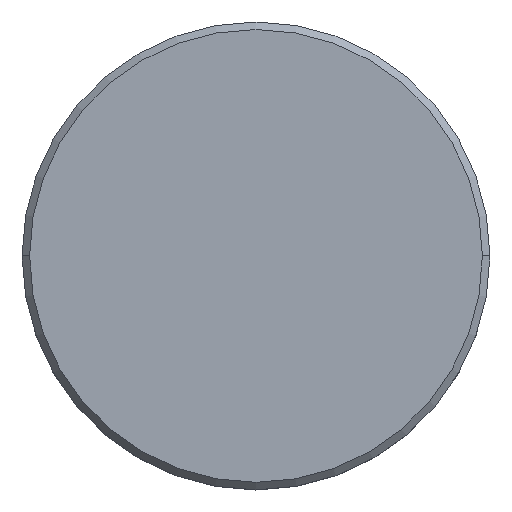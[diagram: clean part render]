
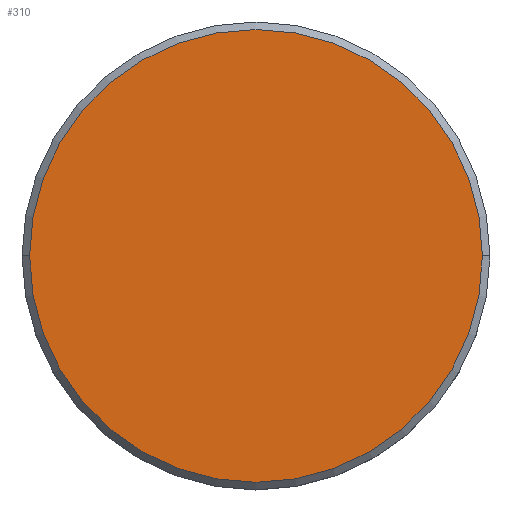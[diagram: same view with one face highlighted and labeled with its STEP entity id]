
A CAD part, top view. The second image highlights one B-rep face of the part: STEP entity #310.
In plain terms, the highlighted planar face has unit normal (0, 0, 1).
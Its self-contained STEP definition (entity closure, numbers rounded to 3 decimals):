
#102 = CIRCLE ( 'NONE', #339, 15. ) ;
#310 = ADVANCED_FACE ( 'NONE', ( #541 ), #1088, .T. ) ;
#339 = AXIS2_PLACEMENT_3D ( 'NONE', #501, #710, #1073 ) ;
#343 = EDGE_CURVE ( 'NONE', #608, #554, #870, .T. ) ;
#378 = CARTESIAN_POINT ( 'NONE',  ( 0., 0., 0. ) ) ;
#435 = AXIS2_PLACEMENT_3D ( 'NONE', #378, #637, #834 ) ;
#491 = EDGE_LOOP ( 'NONE', ( #697, #1104 ) ) ;
#501 = CARTESIAN_POINT ( 'NONE',  ( 0., 0., 0. ) ) ;
#541 = FACE_OUTER_BOUND ( 'NONE', #491, .T. ) ;
#554 = VERTEX_POINT ( 'NONE', #781 ) ;
#608 = VERTEX_POINT ( 'NONE', #1177 ) ;
#637 = DIRECTION ( 'NONE',  ( 0., 0., 1. ) ) ;
#697 = ORIENTED_EDGE ( 'NONE', *, *, #798, .T. ) ;
#710 = DIRECTION ( 'NONE',  ( 0., 0., 1. ) ) ;
#781 = CARTESIAN_POINT ( 'NONE',  ( -15., 0., 0. ) ) ;
#798 = EDGE_CURVE ( 'NONE', #554, #608, #102, .T. ) ;
#825 = DIRECTION ( 'NONE',  ( 0., 0., 1. ) ) ;
#834 = DIRECTION ( 'NONE',  ( 1., 0., 0. ) ) ;
#870 = CIRCLE ( 'NONE', #435, 15. ) ;
#906 = CARTESIAN_POINT ( 'NONE',  ( 0., 0., 0. ) ) ;
#941 = AXIS2_PLACEMENT_3D ( 'NONE', #906, #825, #1001 ) ;
#1001 = DIRECTION ( 'NONE',  ( 1., 0., 0. ) ) ;
#1073 = DIRECTION ( 'NONE',  ( 1., 0., 0. ) ) ;
#1088 = PLANE ( 'NONE',  #941 ) ;
#1104 = ORIENTED_EDGE ( 'NONE', *, *, #343, .T. ) ;
#1177 = CARTESIAN_POINT ( 'NONE',  ( 15., 0., 0. ) ) ;
